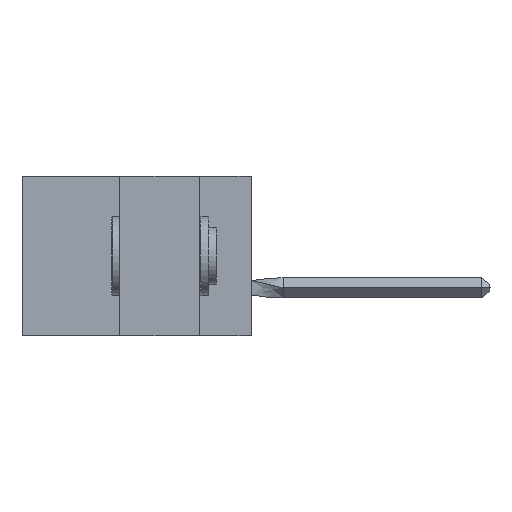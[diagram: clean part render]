
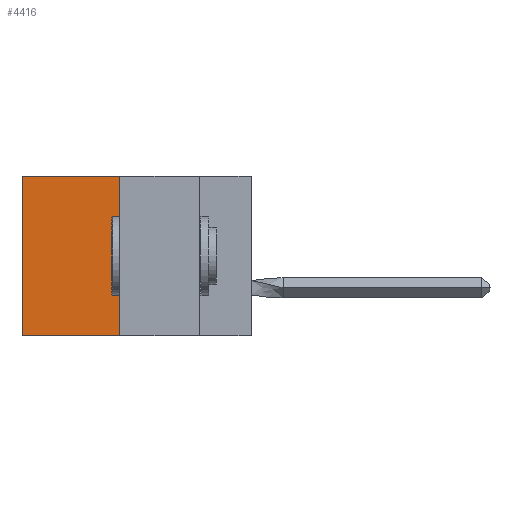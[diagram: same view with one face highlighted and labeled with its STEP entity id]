
A CAD part, left-side view. The second image highlights one B-rep face of the part: STEP entity #4416.
In plain terms, the highlighted planar face has unit normal (-1, 0, 0).
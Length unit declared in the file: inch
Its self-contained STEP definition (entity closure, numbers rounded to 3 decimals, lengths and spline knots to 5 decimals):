
#559 = CARTESIAN_POINT ( 'NONE',  ( 0.305, 0.72, -0.5 ) ) ;
#702 = CARTESIAN_POINT ( 'NONE',  ( 0.305, 0.413, -0.5 ) ) ;
#1005 = DIRECTION ( 'NONE',  ( 0., 0., -1. ) ) ;
#2023 = CARTESIAN_POINT ( 'NONE',  ( 0.305, 0.413, -0.5 ) ) ;
#4314 = ORIENTED_EDGE ( 'NONE', *, *, #6705, .T. ) ;
#4416 = ADVANCED_FACE ( 'NONE', ( #26700 ), #25075, .F. ) ;
#6200 = DIRECTION ( 'NONE',  ( 0., 0., -1. ) ) ;
#6705 = EDGE_CURVE ( 'NONE', #8558, #11440, #12934, .T. ) ;
#7072 = DIRECTION ( 'NONE',  ( 1., 0., 0. ) ) ;
#7229 = CARTESIAN_POINT ( 'NONE',  ( 0.305, 0.72, -0.5 ) ) ;
#8558 = VERTEX_POINT ( 'NONE', #22370 ) ;
#8827 = VECTOR ( 'NONE', #6200, 39.37008 ) ;
#9196 = LINE ( 'NONE', #702, #9607 ) ;
#9607 = VECTOR ( 'NONE', #26682, 39.37008 ) ;
#10574 = EDGE_LOOP ( 'NONE', ( #4314, #25781, #17284, #26970 ) ) ;
#11440 = VERTEX_POINT ( 'NONE', #7229 ) ;
#12743 = CARTESIAN_POINT ( 'NONE',  ( 0.305, 0.413, 0. ) ) ;
#12934 = LINE ( 'NONE', #559, #32849 ) ;
#13013 = AXIS2_PLACEMENT_3D ( 'NONE', #2023, #7072, #27760 ) ;
#13050 = CARTESIAN_POINT ( 'NONE',  ( 0.305, 0.413, -0.5 ) ) ;
#15680 = LINE ( 'NONE', #24081, #8827 ) ;
#17284 = ORIENTED_EDGE ( 'NONE', *, *, #29581, .F. ) ;
#18064 = CARTESIAN_POINT ( 'NONE',  ( 0.305, 0.413, 0. ) ) ;
#22370 = CARTESIAN_POINT ( 'NONE',  ( 0.305, 0.72, 0. ) ) ;
#23077 = DIRECTION ( 'NONE',  ( 0., 1., 0. ) ) ;
#24081 = CARTESIAN_POINT ( 'NONE',  ( 0.305, 0.413, -0.5 ) ) ;
#25003 = LINE ( 'NONE', #18064, #31080 ) ;
#25075 = PLANE ( 'NONE',  #13013 ) ;
#25781 = ORIENTED_EDGE ( 'NONE', *, *, #29512, .F. ) ;
#26682 = DIRECTION ( 'NONE',  ( 0., 1., 0. ) ) ;
#26700 = FACE_OUTER_BOUND ( 'NONE', #10574, .T. ) ;
#26970 = ORIENTED_EDGE ( 'NONE', *, *, #31094, .T. ) ;
#27396 = VERTEX_POINT ( 'NONE', #13050 ) ;
#27760 = DIRECTION ( 'NONE',  ( 0., 0., -1. ) ) ;
#29302 = VERTEX_POINT ( 'NONE', #12743 ) ;
#29512 = EDGE_CURVE ( 'NONE', #27396, #11440, #9196, .T. ) ;
#29581 = EDGE_CURVE ( 'NONE', #29302, #27396, #15680, .T. ) ;
#31080 = VECTOR ( 'NONE', #23077, 39.37008 ) ;
#31094 = EDGE_CURVE ( 'NONE', #29302, #8558, #25003, .T. ) ;
#32849 = VECTOR ( 'NONE', #1005, 39.37008 ) ;
